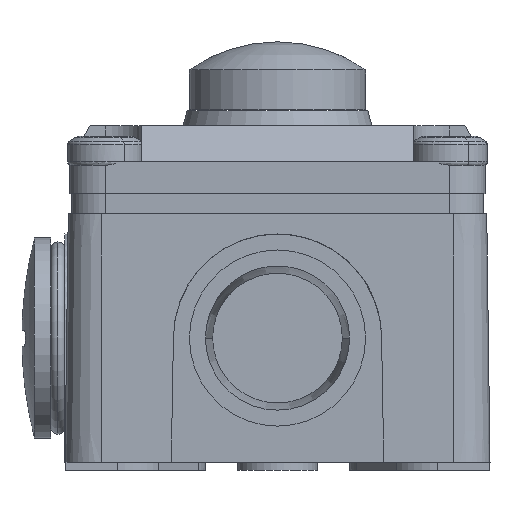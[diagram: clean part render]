
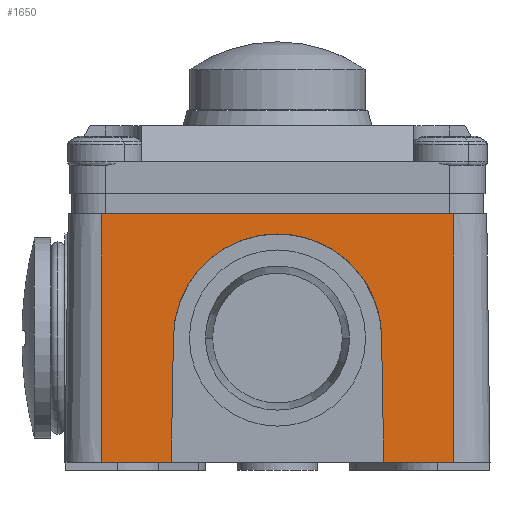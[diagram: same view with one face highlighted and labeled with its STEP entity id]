
A CAD part, front view. The second image highlights one B-rep face of the part: STEP entity #1650.
In plain terms, the highlighted planar face has unit normal (0, -1, 0.013).
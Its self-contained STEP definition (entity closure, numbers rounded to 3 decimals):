
#1650=ADVANCED_FACE('',(#3337,#3338),#3339,.T.);
#3337=FACE_OUTER_BOUND('',#5030,.T.);
#3338=FACE_BOUND('',#5031,.T.);
#3339=PLANE('',#5032);
#5030=EDGE_LOOP('',(#9808,#9809,#9810,#9811));
#5031=EDGE_LOOP('',(#9812,#9813,#9814,#9815));
#5032=AXIS2_PLACEMENT_3D('',#9816,#9817,#9818);
#9808=ORIENTED_EDGE('',*,*,#11533,.T.);
#9809=ORIENTED_EDGE('',*,*,#11869,.F.);
#9810=ORIENTED_EDGE('',*,*,#11769,.F.);
#9811=ORIENTED_EDGE('',*,*,#11867,.T.);
#9812=ORIENTED_EDGE('',*,*,#11672,.T.);
#9813=ORIENTED_EDGE('',*,*,#11668,.T.);
#9814=ORIENTED_EDGE('',*,*,#11679,.T.);
#9815=ORIENTED_EDGE('',*,*,#11676,.T.);
#9816=CARTESIAN_POINT('',(53.952,0.999,1.0));
#9817=DIRECTION('',(0.0,-1.,0.013));
#9818=DIRECTION('',(0.0,0.013,1.));
#11533=EDGE_CURVE('',#14149,#14147,#14150,.T.);
#11668=EDGE_CURVE('',#14337,#14338,#14339,.T.);
#11672=EDGE_CURVE('',#14344,#14337,#14345,.T.);
#11676=EDGE_CURVE('',#14350,#14344,#14351,.T.);
#11679=EDGE_CURVE('',#14338,#14350,#14354,.T.);
#11769=EDGE_CURVE('',#14486,#14488,#14489,.T.);
#11867=EDGE_CURVE('',#14486,#14149,#14622,.T.);
#11869=EDGE_CURVE('',#14488,#14147,#14624,.T.);
#14147=VERTEX_POINT('',#18058);
#14149=VERTEX_POINT('',#18060);
#14150=LINE('',#18061,#18062);
#14337=VERTEX_POINT('',#18402);
#14338=VERTEX_POINT('',#18403);
#14339=LINE('',#18404,#18405);
#14344=VERTEX_POINT('',#18412);
#14345=ELLIPSE('',#18413,13.001,13.0);
#14350=VERTEX_POINT('',#18419);
#14351=LINE('',#18420,#18421);
#14354=LINE('',#18425,#18426);
#14486=VERTEX_POINT('',#18618);
#14488=VERTEX_POINT('',#18620);
#14489=LINE('',#18621,#18622);
#14622=LINE('',#18805,#18806);
#14624=LINE('',#18808,#18809);
#18058=CARTESIAN_POINT('',(9.869,1.405,32.0));
#18060=CARTESIAN_POINT('',(53.952,1.405,32.0));
#18061=CARTESIAN_POINT('',(53.952,1.405,32.0));
#18062=VECTOR('',#20987,1.0);
#18402=CARTESIAN_POINT('',(44.908,1.205,16.727));
#18403=CARTESIAN_POINT('',(45.183,0.999,1.001));
#18404=CARTESIAN_POINT('',(45.116,1.049,4.855));
#18405=VECTOR('',#21125,1.0);
#18412=CARTESIAN_POINT('',(18.912,1.205,16.727));
#18413=AXIS2_PLACEMENT_3D('',#21128,#21129,#21130);
#18419=CARTESIAN_POINT('',(18.638,0.999,1.001));
#18420=CARTESIAN_POINT('',(18.712,1.054,5.239));
#18421=VECTOR('',#21135,1.0);
#18425=CARTESIAN_POINT('',(42.931,0.999,1.001));
#18426=VECTOR('',#21137,1.0);
#18618=CARTESIAN_POINT('',(53.952,0.999,1.0));
#18620=CARTESIAN_POINT('',(9.869,0.999,1.0));
#18621=CARTESIAN_POINT('',(53.952,0.999,1.0));
#18622=VECTOR('',#21252,1.0);
#18805=CARTESIAN_POINT('',(53.952,0.999,1.0));
#18806=VECTOR('',#21351,1.0);
#18808=CARTESIAN_POINT('',(9.869,0.999,1.0));
#18809=VECTOR('',#21352,1.0);
#20987=DIRECTION('',(-1.0,0.0,0.0));
#21125=DIRECTION('',(0.017,-0.013,-1.));
#21128=CARTESIAN_POINT('',(31.91,1.202,16.5));
#21129=DIRECTION('',(0.,1.,-0.013));
#21130=DIRECTION('',(0.,0.013,1.));
#21135=DIRECTION('',(0.017,0.013,1.));
#21137=DIRECTION('',(-1.0,0.0,-0.0));
#21252=DIRECTION('',(-1.0,0.0,0.0));
#21351=DIRECTION('',(0.0,0.013,1.));
#21352=DIRECTION('',(0.,0.013,1.));
